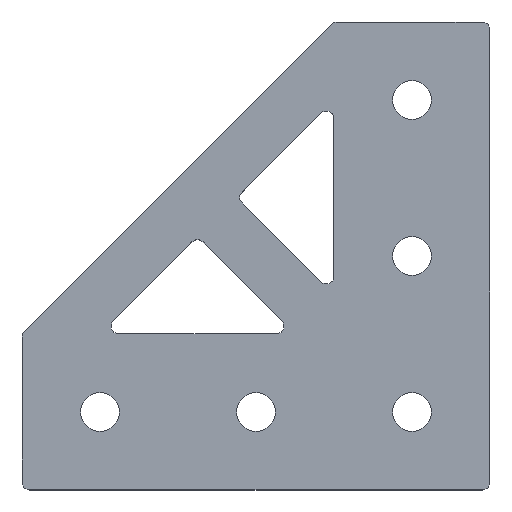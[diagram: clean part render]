
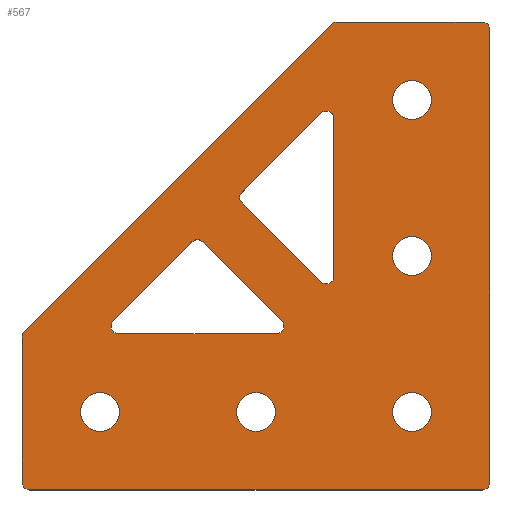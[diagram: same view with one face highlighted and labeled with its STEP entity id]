
A CAD part, top view. The second image highlights one B-rep face of the part: STEP entity #567.
In plain terms, the highlighted planar face has unit normal (0, 0, 1).
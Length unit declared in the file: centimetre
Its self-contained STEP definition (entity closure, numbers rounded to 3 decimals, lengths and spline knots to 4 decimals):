
#25=FACE_BOUND($,#114,.T.);
#26=FACE_BOUND($,#115,.T.);
#27=FACE_BOUND($,#116,.T.);
#28=FACE_BOUND($,#117,.T.);
#29=FACE_BOUND($,#118,.T.);
#30=FACE_BOUND($,#119,.T.);
#31=FACE_BOUND($,#120,.T.);
#44=PLANE($,#631);
#72=FACE_OUTER_BOUND($,#113,.T.);
#113=EDGE_LOOP($,(#496,#497,#498,#499,#500,#501,#502,#503,#504,#505));
#114=EDGE_LOOP($,(#506,#507,#508,#509,#510,#511));
#115=EDGE_LOOP($,(#512));
#116=EDGE_LOOP($,(#513));
#117=EDGE_LOOP($,(#514));
#118=EDGE_LOOP($,(#515));
#119=EDGE_LOOP($,(#516));
#120=EDGE_LOOP($,(#517,#518,#519,#520,#521,#522));
#125=LINE($,#815,#169);
#138=LINE($,#873,#182);
#141=LINE($,#881,#185);
#144=LINE($,#889,#188);
#149=LINE($,#903,#193);
#152=LINE($,#911,#196);
#154=LINE($,#917,#198);
#158=LINE($,#927,#202);
#161=LINE($,#935,#205);
#163=LINE($,#941,#207);
#164=LINE($,#958,#208);
#169=VECTOR($,#646,5.574);
#182=VECTOR($,#697,1.8586);
#185=VECTOR($,#706,5.8);
#188=VECTOR($,#715,5.8);
#193=VECTOR($,#730,2.0172);
#196=VECTOR($,#739,1.4263);
#198=VECTOR($,#747,1.4263);
#202=VECTOR($,#757,2.0172);
#205=VECTOR($,#766,1.4263);
#207=VECTOR($,#774,1.4263);
#208=VECTOR($,#797,1.8586);
#209=CIRCLE($,#572,0.1);
#226=CIRCLE($,#592,0.1);
#227=CIRCLE($,#595,0.1);
#228=CIRCLE($,#598,0.1);
#229=CIRCLE($,#601,0.1);
#230=CIRCLE($,#603,0.1);
#231=CIRCLE($,#606,0.1);
#232=CIRCLE($,#609,0.1);
#233=CIRCLE($,#612,0.1);
#234=CIRCLE($,#615,0.1);
#235=CIRCLE($,#618,0.1);
#236=CIRCLE($,#621,0.25);
#237=CIRCLE($,#623,0.25);
#238=CIRCLE($,#625,0.25);
#239=CIRCLE($,#627,0.25);
#240=CIRCLE($,#629,0.25);
#241=VERTEX_POINT($,#802);
#242=VERTEX_POINT($,#803);
#246=VERTEX_POINT($,#813);
#271=VERTEX_POINT($,#867);
#272=VERTEX_POINT($,#871);
#273=VERTEX_POINT($,#875);
#274=VERTEX_POINT($,#879);
#275=VERTEX_POINT($,#883);
#276=VERTEX_POINT($,#887);
#277=VERTEX_POINT($,#891);
#278=VERTEX_POINT($,#895);
#279=VERTEX_POINT($,#897);
#280=VERTEX_POINT($,#901);
#281=VERTEX_POINT($,#905);
#282=VERTEX_POINT($,#907);
#283=VERTEX_POINT($,#913);
#284=VERTEX_POINT($,#919);
#285=VERTEX_POINT($,#921);
#286=VERTEX_POINT($,#925);
#287=VERTEX_POINT($,#929);
#288=VERTEX_POINT($,#933);
#289=VERTEX_POINT($,#937);
#290=VERTEX_POINT($,#943);
#291=VERTEX_POINT($,#946);
#292=VERTEX_POINT($,#949);
#293=VERTEX_POINT($,#952);
#294=VERTEX_POINT($,#955);
#295=EDGE_CURVE($,#241,#242,#209,.T.);
#301=EDGE_CURVE($,#241,#246,#125,.T.);
#327=EDGE_CURVE($,#271,#246,#226,.T.);
#330=EDGE_CURVE($,#271,#272,#138,.T.);
#331=EDGE_CURVE($,#273,#272,#227,.T.);
#334=EDGE_CURVE($,#273,#274,#141,.T.);
#335=EDGE_CURVE($,#275,#274,#228,.T.);
#338=EDGE_CURVE($,#275,#276,#144,.T.);
#339=EDGE_CURVE($,#277,#276,#229,.T.);
#342=EDGE_CURVE($,#278,#279,#230,.T.);
#345=EDGE_CURVE($,#278,#280,#149,.T.);
#347=EDGE_CURVE($,#281,#282,#231,.T.);
#349=EDGE_CURVE($,#281,#279,#152,.T.);
#351=EDGE_CURVE($,#283,#280,#232,.T.);
#352=EDGE_CURVE($,#283,#282,#154,.T.);
#354=EDGE_CURVE($,#284,#285,#233,.T.);
#357=EDGE_CURVE($,#284,#286,#158,.T.);
#359=EDGE_CURVE($,#287,#286,#234,.T.);
#361=EDGE_CURVE($,#287,#288,#161,.T.);
#363=EDGE_CURVE($,#289,#288,#235,.T.);
#364=EDGE_CURVE($,#289,#285,#163,.T.);
#365=EDGE_CURVE($,#290,#290,#236,.T.);
#366=EDGE_CURVE($,#291,#291,#237,.T.);
#367=EDGE_CURVE($,#292,#292,#238,.T.);
#368=EDGE_CURVE($,#293,#293,#239,.T.);
#369=EDGE_CURVE($,#294,#294,#240,.T.);
#370=EDGE_CURVE($,#277,#242,#164,.T.);
#496=ORIENTED_EDGE($,*,*,#295,.F.);
#497=ORIENTED_EDGE($,*,*,#301,.T.);
#498=ORIENTED_EDGE($,*,*,#327,.F.);
#499=ORIENTED_EDGE($,*,*,#330,.T.);
#500=ORIENTED_EDGE($,*,*,#331,.F.);
#501=ORIENTED_EDGE($,*,*,#334,.T.);
#502=ORIENTED_EDGE($,*,*,#335,.F.);
#503=ORIENTED_EDGE($,*,*,#338,.T.);
#504=ORIENTED_EDGE($,*,*,#339,.F.);
#505=ORIENTED_EDGE($,*,*,#370,.T.);
#506=ORIENTED_EDGE($,*,*,#352,.T.);
#507=ORIENTED_EDGE($,*,*,#347,.F.);
#508=ORIENTED_EDGE($,*,*,#349,.T.);
#509=ORIENTED_EDGE($,*,*,#342,.F.);
#510=ORIENTED_EDGE($,*,*,#345,.T.);
#511=ORIENTED_EDGE($,*,*,#351,.F.);
#512=ORIENTED_EDGE($,*,*,#369,.T.);
#513=ORIENTED_EDGE($,*,*,#368,.T.);
#514=ORIENTED_EDGE($,*,*,#367,.T.);
#515=ORIENTED_EDGE($,*,*,#366,.T.);
#516=ORIENTED_EDGE($,*,*,#365,.T.);
#517=ORIENTED_EDGE($,*,*,#364,.T.);
#518=ORIENTED_EDGE($,*,*,#354,.F.);
#519=ORIENTED_EDGE($,*,*,#357,.T.);
#520=ORIENTED_EDGE($,*,*,#359,.F.);
#521=ORIENTED_EDGE($,*,*,#361,.T.);
#522=ORIENTED_EDGE($,*,*,#363,.F.);
#567=ADVANCED_FACE($,(#72,#25,#26,#27,#28,#29,#30,#31),#44,.T.);
#572=AXIS2_PLACEMENT_3D($,#804,#636,#637);
#592=AXIS2_PLACEMENT_3D($,#868,#691,#692);
#595=AXIS2_PLACEMENT_3D($,#876,#700,#701);
#598=AXIS2_PLACEMENT_3D($,#884,#709,#710);
#601=AXIS2_PLACEMENT_3D($,#892,#718,#719);
#603=AXIS2_PLACEMENT_3D($,#898,#724,#725);
#606=AXIS2_PLACEMENT_3D($,#908,#734,#735);
#609=AXIS2_PLACEMENT_3D($,#915,#743,#744);
#612=AXIS2_PLACEMENT_3D($,#922,#751,#752);
#615=AXIS2_PLACEMENT_3D($,#931,#761,#762);
#618=AXIS2_PLACEMENT_3D($,#939,#770,#771);
#621=AXIS2_PLACEMENT_3D($,#944,#777,#778);
#623=AXIS2_PLACEMENT_3D($,#947,#781,#782);
#625=AXIS2_PLACEMENT_3D($,#950,#785,#786);
#627=AXIS2_PLACEMENT_3D($,#953,#789,#790);
#629=AXIS2_PLACEMENT_3D($,#956,#793,#794);
#631=AXIS2_PLACEMENT_3D($,#959,#798,#799);
#636=DIRECTION('center_axis',(0.,0.,-1.));
#637=DIRECTION('ref_axis',(-0.383,0.924,0.));
#646=DIRECTION($,(-0.707,-0.707,0.));
#691=DIRECTION('center_axis',(0.,0.,-1.));
#692=DIRECTION('ref_axis',(-0.924,0.383,0.));
#697=DIRECTION($,(0.,-1.,0.));
#700=DIRECTION('center_axis',(0.,0.,-1.));
#701=DIRECTION('ref_axis',(-0.707,-0.707,0.));
#706=DIRECTION($,(1.,0.,0.));
#709=DIRECTION('center_axis',(0.,0.,-1.));
#710=DIRECTION('ref_axis',(0.707,-0.707,0.));
#715=DIRECTION($,(0.,1.,0.));
#718=DIRECTION('center_axis',(0.,0.,-1.));
#719=DIRECTION('ref_axis',(0.707,0.707,0.));
#724=DIRECTION('center_axis',(0.,0.,1.));
#725=DIRECTION('ref_axis',(0.383,0.924,0.));
#730=DIRECTION($,(0.,-1.,0.));
#734=DIRECTION('center_axis',(0.,0.,1.));
#735=DIRECTION('ref_axis',(-1.,0.,0.));
#739=DIRECTION($,(0.707,0.707,0.));
#743=DIRECTION('center_axis',(0.,0.,1.));
#744=DIRECTION('ref_axis',(0.383,-0.924,0.));
#747=DIRECTION($,(-0.707,0.707,0.));
#751=DIRECTION('center_axis',(0.,0.,1.));
#752=DIRECTION('ref_axis',(0.924,-0.383,0.));
#757=DIRECTION($,(-1.,0.,0.));
#761=DIRECTION('center_axis',(0.,0.,1.));
#762=DIRECTION('ref_axis',(-0.924,-0.383,0.));
#766=DIRECTION($,(0.707,0.707,0.));
#770=DIRECTION('center_axis',(0.,0.,1.));
#771=DIRECTION('ref_axis',(0.,1.,0.));
#774=DIRECTION($,(0.707,-0.707,0.));
#777=DIRECTION('center_axis',(0.,0.,-1.));
#778=DIRECTION('ref_axis',(1.,0.,0.));
#781=DIRECTION('center_axis',(0.,0.,-1.));
#782=DIRECTION('ref_axis',(1.,0.,0.));
#785=DIRECTION('center_axis',(0.,0.,-1.));
#786=DIRECTION('ref_axis',(1.,0.,0.));
#789=DIRECTION('center_axis',(0.,0.,-1.));
#790=DIRECTION('ref_axis',(1.,0.,0.));
#793=DIRECTION('center_axis',(0.,0.,-1.));
#794=DIRECTION('ref_axis',(1.,0.,0.));
#797=DIRECTION($,(-1.,0.,0.));
#798=DIRECTION('center_axis',(0.,0.,1.));
#799=DIRECTION('ref_axis',(1.,0.,0.));
#802=CARTESIAN_POINT('',(-2.0293,5.9707,0.4));
#803=CARTESIAN_POINT('',(-1.9586,6.,0.4));
#804=CARTESIAN_POINT('Origin',(-1.9586,5.9,0.4));
#813=CARTESIAN_POINT('',(-5.9707,2.0293,0.4));
#815=CARTESIAN_POINT($,(-2.,6.,0.4));
#867=CARTESIAN_POINT('',(-6.,1.9586,0.4));
#868=CARTESIAN_POINT('Origin',(-5.9,1.9586,0.4));
#871=CARTESIAN_POINT('',(-6.,0.1,0.4));
#873=CARTESIAN_POINT($,(-6.,0.,0.4));
#875=CARTESIAN_POINT('',(-5.9,0.,0.4));
#876=CARTESIAN_POINT('Origin',(-5.9,0.1,0.4));
#879=CARTESIAN_POINT('',(-0.1,0.,0.4));
#881=CARTESIAN_POINT($,(0.,0.,0.4));
#883=CARTESIAN_POINT('',(0.,0.1,0.4));
#884=CARTESIAN_POINT('Origin',(-0.1,0.1,0.4));
#887=CARTESIAN_POINT('',(0.,5.9,0.4));
#889=CARTESIAN_POINT($,(0.,0.,0.4));
#891=CARTESIAN_POINT('',(-0.1,6.,0.4));
#892=CARTESIAN_POINT('Origin',(-0.1,5.9,0.4));
#895=CARTESIAN_POINT('',(-2.,4.7586,0.4));
#897=CARTESIAN_POINT('',(-2.1707,4.8293,0.4));
#898=CARTESIAN_POINT('Origin',(-2.1,4.7586,0.4));
#901=CARTESIAN_POINT('',(-2.,2.7414,0.4));
#903=CARTESIAN_POINT($,(-2.,2.5,0.4));
#905=CARTESIAN_POINT('',(-3.1793,3.8207,0.4));
#907=CARTESIAN_POINT('',(-3.1793,3.6793,0.4));
#908=CARTESIAN_POINT('Origin',(-3.1086,3.75,0.4));
#911=CARTESIAN_POINT($,(-2.,5.,0.4));
#913=CARTESIAN_POINT('',(-2.1707,2.6707,0.4));
#915=CARTESIAN_POINT('Origin',(-2.1,2.7414,0.4));
#917=CARTESIAN_POINT($,(-2.,2.5,0.4));
#919=CARTESIAN_POINT('',(-2.7414,2.,0.4));
#921=CARTESIAN_POINT('',(-2.6707,2.1707,0.4));
#922=CARTESIAN_POINT('Origin',(-2.7414,2.1,0.4));
#925=CARTESIAN_POINT('',(-4.7586,2.,0.4));
#927=CARTESIAN_POINT($,(-5.,2.,0.4));
#929=CARTESIAN_POINT('',(-4.8293,2.1707,0.4));
#931=CARTESIAN_POINT('Origin',(-4.7586,2.1,0.4));
#933=CARTESIAN_POINT('',(-3.8207,3.1793,0.4));
#935=CARTESIAN_POINT($,(-3.75,3.25,0.4));
#937=CARTESIAN_POINT('',(-3.6793,3.1793,0.4));
#939=CARTESIAN_POINT('Origin',(-3.75,3.1086,0.4));
#941=CARTESIAN_POINT($,(-2.5,2.,0.4));
#943=CARTESIAN_POINT('',(-1.25,5.,0.4));
#944=CARTESIAN_POINT('Origin',(-1.,5.,0.4));
#946=CARTESIAN_POINT('',(-5.25,1.,0.4));
#947=CARTESIAN_POINT('Origin',(-5.,1.,0.4));
#949=CARTESIAN_POINT('',(-1.25,1.,0.4));
#950=CARTESIAN_POINT('Origin',(-1.,1.,0.4));
#952=CARTESIAN_POINT('',(-3.25,1.,0.4));
#953=CARTESIAN_POINT('Origin',(-3.,1.,0.4));
#955=CARTESIAN_POINT('',(-1.25,3.,0.4));
#956=CARTESIAN_POINT('Origin',(-1.,3.,0.4));
#958=CARTESIAN_POINT($,(0.,6.,0.4));
#959=CARTESIAN_POINT('Origin',(-3.,3.,0.4));
